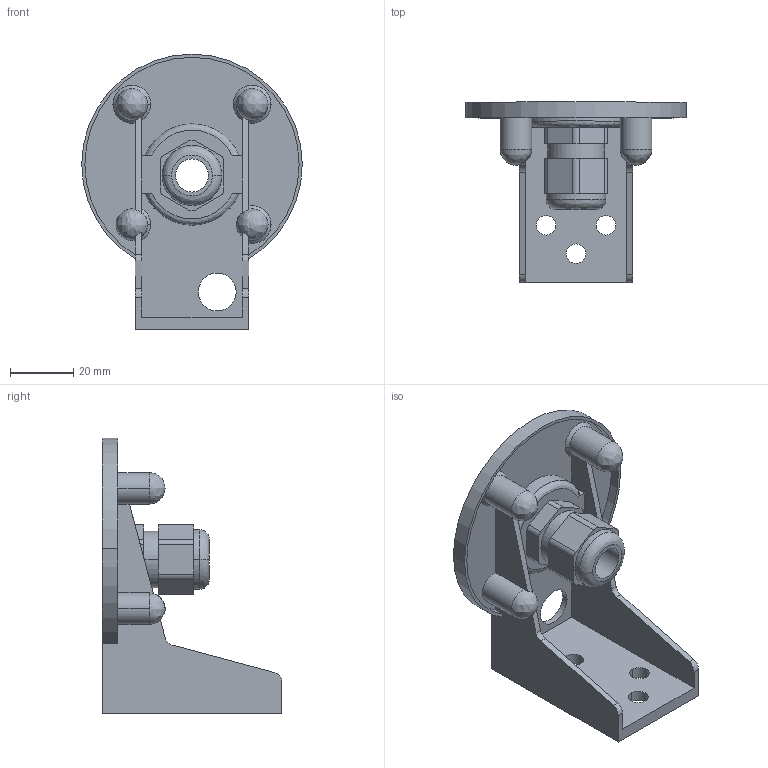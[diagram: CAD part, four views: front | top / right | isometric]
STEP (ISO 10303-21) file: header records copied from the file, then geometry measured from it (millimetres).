
FILE_DESCRIPTION(('STEP AP214'),'1');
FILE_NAME('cctmp_7914FB8D-ECCA-4AEF-BF7E-E65963928651_2023_07_24_21_31_47_0763..stp','2023-07-24T19:31:48',('SIEMENS A&D'),('CADClick - www.CADClick.com'),'Spatial InterOp 3D postprocessed',' ','unknown authorization');
FILE_SCHEMA(('AUTOMOTIVE_DESIGN'));
Length unit declared in the file: millimetre
Products named in the file (1): 2023_07_24_21_31_47_0747
Bounding box: 70 x 57 x 87.5 mm (x, y, z)
Volume: 32900.2 mm3; surface area: 27473.3 mm2
Topology: 1 solids, 2 shells, 255 faces, 668 edges, 434 vertices
Faces by surface type: plane 117, cylinder 106, cone 22, bspline 10
Entity records: 9354 total; most frequent: CARTESIAN_POINT 2163, DIRECTION 1362, ORIENTED_EDGE 1320, EDGE_CURVE 660, AXIS2_PLACEMENT_3D 494, VERTEX_POINT 434, LINE 374, VECTOR 374
